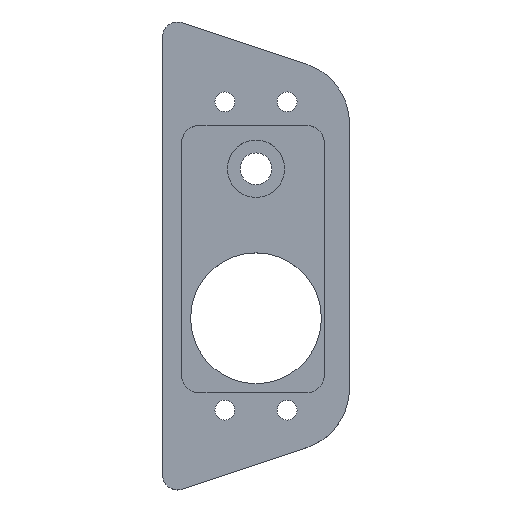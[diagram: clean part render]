
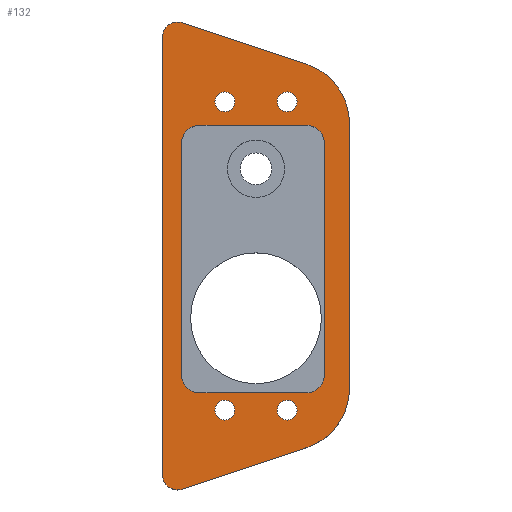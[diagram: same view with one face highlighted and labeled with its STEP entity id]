
A CAD part, top view. The second image highlights one B-rep face of the part: STEP entity #132.
In plain terms, the highlighted planar face has unit normal (0, 0, 1).
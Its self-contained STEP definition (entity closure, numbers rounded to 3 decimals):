
#50=PLANE('',#617);
#66=LINE('',#863,#98);
#67=LINE('',#868,#99);
#68=LINE('',#872,#100);
#69=LINE('',#876,#101);
#70=LINE('',#879,#102);
#71=LINE('',#884,#103);
#72=LINE('',#888,#104);
#73=LINE('',#892,#105);
#98=VECTOR('',#686,1.);
#99=VECTOR('',#689,1.);
#100=VECTOR('',#692,1.);
#101=VECTOR('',#695,1.);
#102=VECTOR('',#698,1.);
#103=VECTOR('',#701,1.);
#104=VECTOR('',#704,1.);
#105=VECTOR('',#707,1.);
#132=ADVANCED_FACE('',(#188,#189,#190,#191,#192,#193),#50,.F.);
#188=FACE_BOUND('',#236,.T.);
#189=FACE_BOUND('',#237,.T.);
#190=FACE_BOUND('',#238,.T.);
#191=FACE_BOUND('',#239,.T.);
#192=FACE_BOUND('',#240,.T.);
#193=FACE_BOUND('',#241,.T.);
#236=EDGE_LOOP('',(#300,#301,#302,#303,#304,#305,#306,#307));
#237=EDGE_LOOP('',(#308,#309,#310,#311,#312,#313,#314,#315));
#238=EDGE_LOOP('',(#316));
#239=EDGE_LOOP('',(#317));
#240=EDGE_LOOP('',(#318));
#241=EDGE_LOOP('',(#319));
#300=ORIENTED_EDGE('',*,*,#494,.T.);
#301=ORIENTED_EDGE('',*,*,#495,.T.);
#302=ORIENTED_EDGE('',*,*,#496,.F.);
#303=ORIENTED_EDGE('',*,*,#497,.T.);
#304=ORIENTED_EDGE('',*,*,#498,.T.);
#305=ORIENTED_EDGE('',*,*,#499,.T.);
#306=ORIENTED_EDGE('',*,*,#500,.F.);
#307=ORIENTED_EDGE('',*,*,#501,.T.);
#308=ORIENTED_EDGE('',*,*,#502,.F.);
#309=ORIENTED_EDGE('',*,*,#503,.T.);
#310=ORIENTED_EDGE('',*,*,#504,.F.);
#311=ORIENTED_EDGE('',*,*,#505,.T.);
#312=ORIENTED_EDGE('',*,*,#506,.F.);
#313=ORIENTED_EDGE('',*,*,#507,.T.);
#314=ORIENTED_EDGE('',*,*,#508,.F.);
#315=ORIENTED_EDGE('',*,*,#509,.T.);
#316=ORIENTED_EDGE('',*,*,#510,.T.);
#317=ORIENTED_EDGE('',*,*,#511,.T.);
#318=ORIENTED_EDGE('',*,*,#512,.T.);
#319=ORIENTED_EDGE('',*,*,#513,.T.);
#440=VERTEX_POINT('',#864);
#441=VERTEX_POINT('',#865);
#442=VERTEX_POINT('',#867);
#443=VERTEX_POINT('',#869);
#444=VERTEX_POINT('',#871);
#445=VERTEX_POINT('',#873);
#446=VERTEX_POINT('',#875);
#447=VERTEX_POINT('',#877);
#448=VERTEX_POINT('',#880);
#449=VERTEX_POINT('',#881);
#450=VERTEX_POINT('',#883);
#451=VERTEX_POINT('',#885);
#452=VERTEX_POINT('',#887);
#453=VERTEX_POINT('',#889);
#454=VERTEX_POINT('',#891);
#455=VERTEX_POINT('',#893);
#456=VERTEX_POINT('',#896);
#457=VERTEX_POINT('',#898);
#458=VERTEX_POINT('',#900);
#459=VERTEX_POINT('',#902);
#494=EDGE_CURVE('',#440,#441,#66,.T.);
#495=EDGE_CURVE('',#441,#442,#564,.T.);
#496=EDGE_CURVE('',#443,#442,#67,.T.);
#497=EDGE_CURVE('',#443,#444,#565,.T.);
#498=EDGE_CURVE('',#444,#445,#68,.T.);
#499=EDGE_CURVE('',#445,#446,#566,.T.);
#500=EDGE_CURVE('',#447,#446,#69,.T.);
#501=EDGE_CURVE('',#447,#440,#567,.T.);
#502=EDGE_CURVE('',#448,#449,#70,.T.);
#503=EDGE_CURVE('',#448,#450,#568,.T.);
#504=EDGE_CURVE('',#451,#450,#71,.T.);
#505=EDGE_CURVE('',#451,#452,#569,.T.);
#506=EDGE_CURVE('',#453,#452,#72,.T.);
#507=EDGE_CURVE('',#453,#454,#570,.T.);
#508=EDGE_CURVE('',#455,#454,#73,.T.);
#509=EDGE_CURVE('',#455,#449,#571,.T.);
#510=EDGE_CURVE('',#456,#456,#572,.T.);
#511=EDGE_CURVE('',#457,#457,#573,.T.);
#512=EDGE_CURVE('',#458,#458,#574,.T.);
#513=EDGE_CURVE('',#459,#459,#575,.T.);
#564=CIRCLE('',#605,10.);
#565=CIRCLE('',#606,10.);
#566=CIRCLE('',#607,2.408);
#567=CIRCLE('',#608,2.408);
#568=CIRCLE('',#609,3.);
#569=CIRCLE('',#610,3.);
#570=CIRCLE('',#611,3.);
#571=CIRCLE('',#612,3.);
#572=CIRCLE('',#613,1.6);
#573=CIRCLE('',#614,1.6);
#574=CIRCLE('',#615,1.6);
#575=CIRCLE('',#616,1.6);
#605=AXIS2_PLACEMENT_3D('',#866,#687,#688);
#606=AXIS2_PLACEMENT_3D('',#870,#690,#691);
#607=AXIS2_PLACEMENT_3D('',#874,#693,#694);
#608=AXIS2_PLACEMENT_3D('',#878,#696,#697);
#609=AXIS2_PLACEMENT_3D('',#882,#699,#700);
#610=AXIS2_PLACEMENT_3D('',#886,#702,#703);
#611=AXIS2_PLACEMENT_3D('',#890,#705,#706);
#612=AXIS2_PLACEMENT_3D('',#894,#708,#709);
#613=AXIS2_PLACEMENT_3D('',#895,#710,#711);
#614=AXIS2_PLACEMENT_3D('',#897,#712,#713);
#615=AXIS2_PLACEMENT_3D('',#899,#714,#715);
#616=AXIS2_PLACEMENT_3D('',#901,#716,#717);
#617=AXIS2_PLACEMENT_3D('',#903,#718,#719);
#686=DIRECTION('',(0.949,0.316,0.));
#687=DIRECTION('',(0.,0.,1.));
#688=DIRECTION('',(-1.,0.,0.));
#689=DIRECTION('',(0.,-1.,0.));
#690=DIRECTION('',(0.,0.,1.));
#691=DIRECTION('',(-1.,0.,0.));
#692=DIRECTION('',(-0.949,0.316,0.));
#693=DIRECTION('',(0.,0.,1.));
#694=DIRECTION('',(1.,0.,0.));
#695=DIRECTION('',(0.,1.,0.));
#696=DIRECTION('',(0.,0.,1.));
#697=DIRECTION('',(1.,0.,0.));
#698=DIRECTION('',(1.,0.,0.));
#699=DIRECTION('',(0.,0.,-1.));
#700=DIRECTION('',(-1.,0.,0.));
#701=DIRECTION('',(0.,-1.,0.));
#702=DIRECTION('',(0.,0.,-1.));
#703=DIRECTION('',(-1.,0.,0.));
#704=DIRECTION('',(-1.,0.,0.));
#705=DIRECTION('',(0.,0.,-1.));
#706=DIRECTION('',(-1.,0.,0.));
#707=DIRECTION('',(0.,1.,0.));
#708=DIRECTION('',(0.,0.,-1.));
#709=DIRECTION('',(-1.,0.,0.));
#710=DIRECTION('',(0.,0.,-1.));
#711=DIRECTION('',(-1.,0.,0.));
#712=DIRECTION('',(0.,0.,-1.));
#713=DIRECTION('',(-1.,0.,0.));
#714=DIRECTION('',(0.,0.,-1.));
#715=DIRECTION('',(-1.,0.,0.));
#716=DIRECTION('',(0.,0.,-1.));
#717=DIRECTION('',(-1.,0.,0.));
#718=DIRECTION('',(0.,0.,-1.));
#719=DIRECTION('',(-1.,0.,0.));
#863=CARTESIAN_POINT('',(-11.831,-27.444,8.));
#864=CARTESIAN_POINT('',(-11.831,-27.444,8.));
#865=CARTESIAN_POINT('',(8.162,-20.779,8.));
#866=CARTESIAN_POINT('',(5.,-11.292,8.));
#867=CARTESIAN_POINT('',(15.,-11.292,8.));
#868=CARTESIAN_POINT('',(15.,33.5,8.));
#869=CARTESIAN_POINT('',(15.,31.292,8.));
#870=CARTESIAN_POINT('',(5.,31.292,8.));
#871=CARTESIAN_POINT('',(8.162,40.779,8.));
#872=CARTESIAN_POINT('',(15.,38.5,8.));
#873=CARTESIAN_POINT('',(-11.831,47.444,8.));
#874=CARTESIAN_POINT('',(-12.592,45.159,8.));
#875=CARTESIAN_POINT('',(-15.,45.159,8.));
#876=CARTESIAN_POINT('',(-15.,-13.5,8.));
#877=CARTESIAN_POINT('',(-15.,-25.159,8.));
#878=CARTESIAN_POINT('',(-12.592,-25.159,8.));
#879=CARTESIAN_POINT('',(-12.,-12.,8.));
#880=CARTESIAN_POINT('',(-9.,-12.,8.));
#881=CARTESIAN_POINT('',(8.,-12.,8.));
#882=CARTESIAN_POINT('',(-9.,-9.,8.));
#883=CARTESIAN_POINT('',(-12.,-9.,8.));
#884=CARTESIAN_POINT('',(-12.,31.,8.));
#885=CARTESIAN_POINT('',(-12.,28.,8.));
#886=CARTESIAN_POINT('',(-9.,28.,8.));
#887=CARTESIAN_POINT('',(-9.,31.,8.));
#888=CARTESIAN_POINT('',(11.,31.,8.));
#889=CARTESIAN_POINT('',(8.,31.,8.));
#890=CARTESIAN_POINT('',(8.,28.,8.));
#891=CARTESIAN_POINT('',(11.,28.,8.));
#892=CARTESIAN_POINT('',(11.,-12.,8.));
#893=CARTESIAN_POINT('',(11.,-9.,8.));
#894=CARTESIAN_POINT('',(8.,-9.,8.));
#895=CARTESIAN_POINT('',(-5.,34.75,8.));
#896=CARTESIAN_POINT('',(-6.6,34.75,8.));
#897=CARTESIAN_POINT('',(5.,34.75,8.));
#898=CARTESIAN_POINT('',(3.4,34.75,8.));
#899=CARTESIAN_POINT('',(4.999,-14.752,8.));
#900=CARTESIAN_POINT('',(3.399,-14.752,8.));
#901=CARTESIAN_POINT('',(-5.,-14.749,8.));
#902=CARTESIAN_POINT('',(-6.6,-14.749,8.));
#903=CARTESIAN_POINT('',(10.,-13.5,8.));
